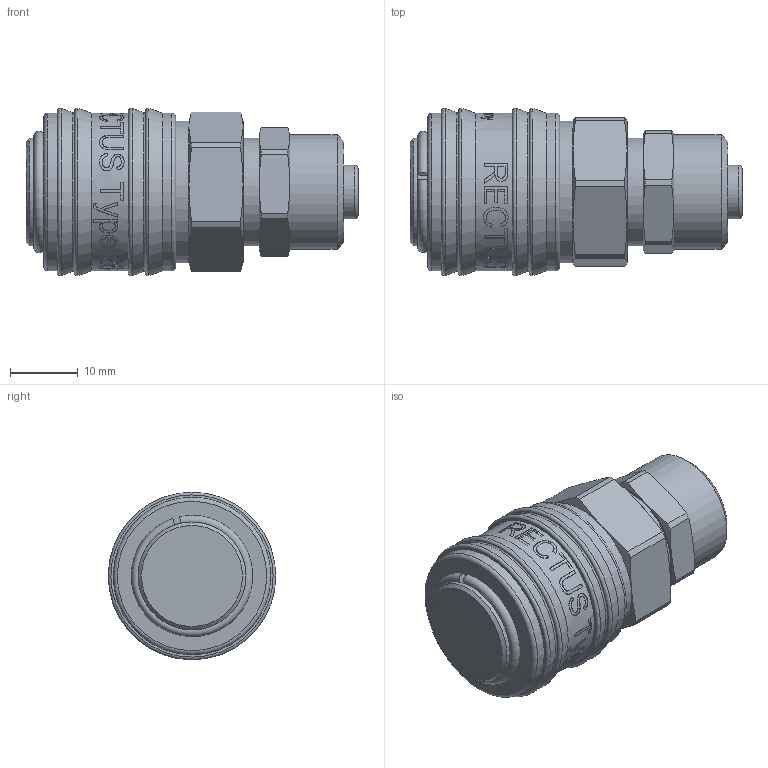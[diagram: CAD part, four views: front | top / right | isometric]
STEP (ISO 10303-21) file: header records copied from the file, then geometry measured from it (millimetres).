
FILE_DESCRIPTION((''),'2;1');
FILE_NAME('26kbko10mpx.stp','2016-06-06T15:07:21',('IA176480'),(''),'Autodesk Inventor 2013','Autodesk Inventor 2013','');
FILE_SCHEMA(('AUTOMOTIVE_DESIGN { 1 0 10303 214 1 1 1 1 }'));
Length unit declared in the file: millimetre
Products named in the file (1): D115118
Bounding box: 49.1 x 24.8 x 24.8 mm (x, y, z)
Volume: 13455.5 mm3; surface area: 9392.2 mm2
Topology: 2 solids, 5 shells, 510 faces, 1310 edges, 856 vertices
Faces by surface type: bspline 189, plane 187, cylinder 77, cone 41, torus 16
Full cylindrical faces by diameter (mm): 8 x1, 8.45 x1, 9.5 x1, 10.2 x1, 13.753 x2, 14.45 x1, 14.55 x1, 14.6 x1, 14.95 x1, 15.45 x1, 15.46 x1, 15.95 x2, 16 x1, 16.1 x1, 16.65 x1, 17 x2, 18 x2, 21 x1, 21.1 x1, 23.3 x3
Entity records: 63941 total; most frequent: CARTESIAN_POINT 52908, ORIENTED_EDGE 2462, DIRECTION 1539, EDGE_CURVE 1231, VERTEX_POINT 837, EDGE_LOOP 622, AXIS2_PLACEMENT_3D 553, B_SPLINE_CURVE_WITH_KNOTS 517
